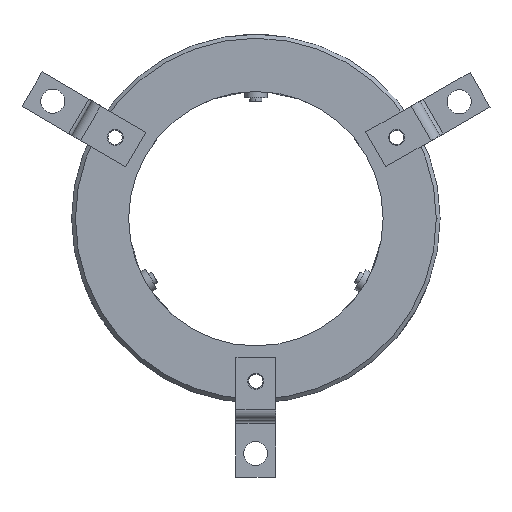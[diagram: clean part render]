
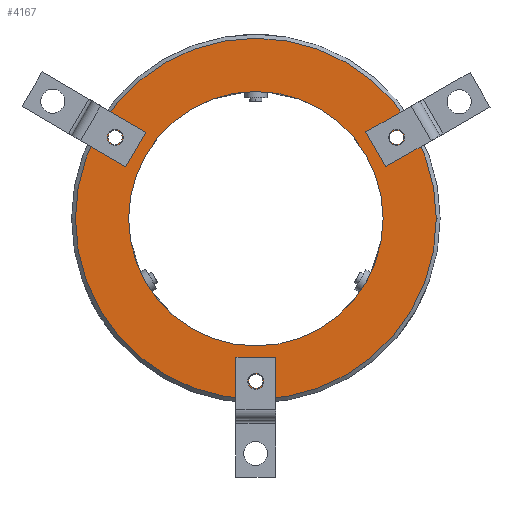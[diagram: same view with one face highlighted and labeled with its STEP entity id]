
A CAD part, top view. The second image highlights one B-rep face of the part: STEP entity #4167.
In plain terms, the highlighted face is planar.
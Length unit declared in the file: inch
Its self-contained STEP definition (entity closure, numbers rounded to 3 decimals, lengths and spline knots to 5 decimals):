
#5 = CIRCLE ( 'NONE', #3281, 0.056 ) ;
#7 = DIRECTION ( 'NONE',  ( 0., 0., 1. ) ) ;
#102 = ORIENTED_EDGE ( 'NONE', *, *, #2038, .F. ) ;
#110 = EDGE_CURVE ( 'NONE', #1657, #495, #486, .T. ) ;
#118 = AXIS2_PLACEMENT_3D ( 'NONE', #1289, #1900, #300 ) ;
#196 = DIRECTION ( 'NONE',  ( 1., 0., 0. ) ) ;
#226 = EDGE_LOOP ( 'NONE', ( #2573, #4136 ) ) ;
#229 = CARTESIAN_POINT ( 'NONE',  ( 1., 0.63375, 1.09769 ) ) ;
#238 = CARTESIAN_POINT ( 'NONE',  ( 1., -1.2675, 0.056 ) ) ;
#300 = DIRECTION ( 'NONE',  ( 0., 0., 1. ) ) ;
#417 = ORIENTED_EDGE ( 'NONE', *, *, #110, .F. ) ;
#483 = DIRECTION ( 'NONE',  ( 0., 0., 1. ) ) ;
#486 = CIRCLE ( 'NONE', #118, 0.9925 ) ;
#495 = VERTEX_POINT ( 'NONE', #2412 ) ;
#556 = DIRECTION ( 'NONE',  ( 0., 0., 1. ) ) ;
#559 = DIRECTION ( 'NONE',  ( 1., 0., 0. ) ) ;
#570 = CARTESIAN_POINT ( 'NONE',  ( 1., 0.9925, 0. ) ) ;
#643 = CARTESIAN_POINT ( 'NONE',  ( 1., 0.63375, -1.09769 ) ) ;
#665 = FACE_OUTER_BOUND ( 'NONE', #1514, .T. ) ;
#976 = VERTEX_POINT ( 'NONE', #3026 ) ;
#1023 = AXIS2_PLACEMENT_3D ( 'NONE', #3371, #1420, #4067 ) ;
#1024 = AXIS2_PLACEMENT_3D ( 'NONE', #2361, #2719, #2311 ) ;
#1029 = CARTESIAN_POINT ( 'NONE',  ( 1., 0.63375, 1.04169 ) ) ;
#1059 = CARTESIAN_POINT ( 'NONE',  ( 1., 0., -1.4075 ) ) ;
#1103 = VERTEX_POINT ( 'NONE', #1688 ) ;
#1180 = CIRCLE ( 'NONE', #3733, 1.4075 ) ;
#1289 = CARTESIAN_POINT ( 'NONE',  ( 1., 0., 0. ) ) ;
#1420 = DIRECTION ( 'NONE',  ( 1., 0., 0. ) ) ;
#1504 = CARTESIAN_POINT ( 'NONE',  ( 1., 0., 0. ) ) ;
#1508 = VERTEX_POINT ( 'NONE', #1736 ) ;
#1514 = EDGE_LOOP ( 'NONE', ( #3767, #102 ) ) ;
#1553 = DIRECTION ( 'NONE',  ( 1., 0., 0. ) ) ;
#1657 = VERTEX_POINT ( 'NONE', #3790 ) ;
#1666 = FACE_BOUND ( 'NONE', #2884, .T. ) ;
#1688 = CARTESIAN_POINT ( 'NONE',  ( 1., -1.2675, -0.056 ) ) ;
#1700 = VERTEX_POINT ( 'NONE', #1059 ) ;
#1736 = CARTESIAN_POINT ( 'NONE',  ( 1., 0.63375, -1.04169 ) ) ;
#1770 = CIRCLE ( 'NONE', #4145, 1.4075 ) ;
#1900 = DIRECTION ( 'NONE',  ( 1., 0., 0. ) ) ;
#1914 = AXIS2_PLACEMENT_3D ( 'NONE', #1504, #196, #3809 ) ;
#1925 = DIRECTION ( 'NONE',  ( 1., 0., 0. ) ) ;
#1953 = ORIENTED_EDGE ( 'NONE', *, *, #4243, .F. ) ;
#2038 = EDGE_CURVE ( 'NONE', #1700, #4189, #1180, .T. ) ;
#2066 = CIRCLE ( 'NONE', #3117, 0.056 ) ;
#2141 = EDGE_CURVE ( 'NONE', #2541, #1508, #2869, .T. ) ;
#2160 = DIRECTION ( 'NONE',  ( 0., 0., 1. ) ) ;
#2171 = FACE_BOUND ( 'NONE', #3668, .T. ) ;
#2221 = CARTESIAN_POINT ( 'NONE',  ( 1., 0., 0. ) ) ;
#2311 = DIRECTION ( 'NONE',  ( 0., 0., 1. ) ) ;
#2312 = ORIENTED_EDGE ( 'NONE', *, *, #4233, .F. ) ;
#2322 = ORIENTED_EDGE ( 'NONE', *, *, #2141, .F. ) ;
#2361 = CARTESIAN_POINT ( 'NONE',  ( 1., 0.63375, 1.09769 ) ) ;
#2408 = DIRECTION ( 'NONE',  ( -1., 0., 0. ) ) ;
#2412 = CARTESIAN_POINT ( 'NONE',  ( 1., 0., -0.9925 ) ) ;
#2424 = CARTESIAN_POINT ( 'NONE',  ( 1., 0., 0. ) ) ;
#2541 = VERTEX_POINT ( 'NONE', #3631 ) ;
#2547 = EDGE_CURVE ( 'NONE', #1103, #4193, #3534, .T. ) ;
#2573 = ORIENTED_EDGE ( 'NONE', *, *, #3684, .F. ) ;
#2719 = DIRECTION ( 'NONE',  ( 1., 0., 0. ) ) ;
#2796 = EDGE_CURVE ( 'NONE', #4189, #1700, #1770, .T. ) ;
#2834 = DIRECTION ( 'NONE',  ( -1., 0., 0. ) ) ;
#2855 = DIRECTION ( 'NONE',  ( 0., 0., 1. ) ) ;
#2869 = CIRCLE ( 'NONE', #1023, 0.056 ) ;
#2884 = EDGE_LOOP ( 'NONE', ( #3828, #3561 ) ) ;
#2906 = FACE_BOUND ( 'NONE', #226, .T. ) ;
#3026 = CARTESIAN_POINT ( 'NONE',  ( 1., 0.63375, 1.15369 ) ) ;
#3032 = AXIS2_PLACEMENT_3D ( 'NONE', #570, #2834, #2160 ) ;
#3117 = AXIS2_PLACEMENT_3D ( 'NONE', #3142, #3166, #556 ) ;
#3142 = CARTESIAN_POINT ( 'NONE',  ( 1., -1.2675, 0. ) ) ;
#3150 = AXIS2_PLACEMENT_3D ( 'NONE', #229, #559, #2855 ) ;
#3166 = DIRECTION ( 'NONE',  ( 1., 0., 0. ) ) ;
#3247 = DIRECTION ( 'NONE',  ( 0., 0., 1. ) ) ;
#3281 = AXIS2_PLACEMENT_3D ( 'NONE', #643, #1553, #3569 ) ;
#3362 = EDGE_LOOP ( 'NONE', ( #1953, #2322 ) ) ;
#3371 = CARTESIAN_POINT ( 'NONE',  ( 1., 0.63375, -1.09769 ) ) ;
#3428 = CIRCLE ( 'NONE', #3150, 0.056 ) ;
#3477 = AXIS2_PLACEMENT_3D ( 'NONE', #3927, #1925, #7 ) ;
#3534 = CIRCLE ( 'NONE', #3477, 0.056 ) ;
#3561 = ORIENTED_EDGE ( 'NONE', *, *, #2547, .F. ) ;
#3569 = DIRECTION ( 'NONE',  ( 0., 0., 1. ) ) ;
#3631 = CARTESIAN_POINT ( 'NONE',  ( 1., 0.63375, -1.15369 ) ) ;
#3633 = CIRCLE ( 'NONE', #1024, 0.056 ) ;
#3668 = EDGE_LOOP ( 'NONE', ( #417, #2312 ) ) ;
#3684 = EDGE_CURVE ( 'NONE', #976, #3882, #3428, .T. ) ;
#3733 = AXIS2_PLACEMENT_3D ( 'NONE', #2424, #2408, #483 ) ;
#3767 = ORIENTED_EDGE ( 'NONE', *, *, #2796, .F. ) ;
#3790 = CARTESIAN_POINT ( 'NONE',  ( 1., 0., 0.9925 ) ) ;
#3809 = DIRECTION ( 'NONE',  ( 0., 0., 1. ) ) ;
#3828 = ORIENTED_EDGE ( 'NONE', *, *, #4182, .F. ) ;
#3836 = FACE_BOUND ( 'NONE', #3362, .T. ) ;
#3855 = CARTESIAN_POINT ( 'NONE',  ( 1., 0., 1.4075 ) ) ;
#3882 = VERTEX_POINT ( 'NONE', #1029 ) ;
#3910 = DIRECTION ( 'NONE',  ( -1., 0., 0. ) ) ;
#3927 = CARTESIAN_POINT ( 'NONE',  ( 1., -1.2675, 0. ) ) ;
#3986 = EDGE_CURVE ( 'NONE', #3882, #976, #3633, .T. ) ;
#4067 = DIRECTION ( 'NONE',  ( 0., 0., 1. ) ) ;
#4136 = ORIENTED_EDGE ( 'NONE', *, *, #3986, .F. ) ;
#4145 = AXIS2_PLACEMENT_3D ( 'NONE', #2221, #3910, #3247 ) ;
#4147 = CIRCLE ( 'NONE', #1914, 0.9925 ) ;
#4156 = PLANE ( 'NONE',  #3032 ) ;
#4167 = ADVANCED_FACE ( 'NONE', ( #2171, #2906, #1666, #3836, #665 ), #4156, .F. ) ;
#4182 = EDGE_CURVE ( 'NONE', #4193, #1103, #2066, .T. ) ;
#4189 = VERTEX_POINT ( 'NONE', #3855 ) ;
#4193 = VERTEX_POINT ( 'NONE', #238 ) ;
#4233 = EDGE_CURVE ( 'NONE', #495, #1657, #4147, .T. ) ;
#4243 = EDGE_CURVE ( 'NONE', #1508, #2541, #5, .T. ) ;
